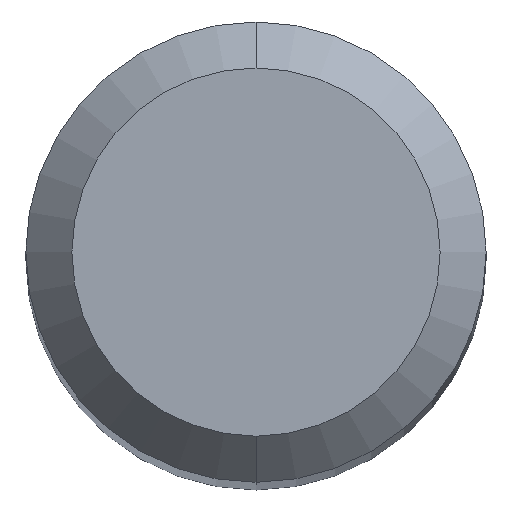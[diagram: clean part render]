
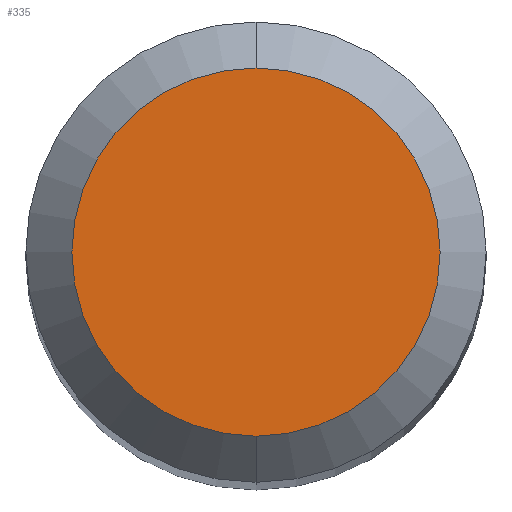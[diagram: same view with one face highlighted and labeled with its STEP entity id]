
A CAD part, top view. The second image highlights one B-rep face of the part: STEP entity #335.
In plain terms, the highlighted planar face has unit normal (0, 0, 1).
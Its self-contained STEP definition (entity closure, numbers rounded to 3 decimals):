
#177=VERTEX_POINT('',#484);
#181=VERTEX_POINT('',#489);
#265=EDGE_CURVE('',#181,#177,#581,.T.);
#335=ADVANCED_FACE('',(#659),#660,.T.);
#405=EDGE_CURVE('',#177,#181,#739,.T.);
#484=CARTESIAN_POINT('',(0.,-1.2,0.0));
#489=CARTESIAN_POINT('',(0.0,1.2,0.0));
#581=CIRCLE('',#970,1.2);
#659=FACE_OUTER_BOUND('',#1152,.T.);
#660=PLANE('',#1153);
#739=CIRCLE('',#1338,1.2);
#970=AXIS2_PLACEMENT_3D('',#1547,#1548,#1549);
#1152=EDGE_LOOP('',(#1654,#1655));
#1153=AXIS2_PLACEMENT_3D('',#1656,#1657,#1658);
#1338=AXIS2_PLACEMENT_3D('',#1763,#1764,#1765);
#1547=CARTESIAN_POINT('',(0.0,0.0,0.0));
#1548=DIRECTION('',(0.0,0.0,-1.0));
#1549=DIRECTION('',(0.0,1.0,0.0));
#1654=ORIENTED_EDGE('',*,*,#265,.F.);
#1655=ORIENTED_EDGE('',*,*,#405,.F.);
#1656=CARTESIAN_POINT('',(0.0,0.6,0.0));
#1657=DIRECTION('',(-0.0,0.0,1.0));
#1658=DIRECTION('',(0.0,-1.0,0.0));
#1763=CARTESIAN_POINT('',(0.0,0.0,0.0));
#1764=DIRECTION('',(0.0,0.0,-1.0));
#1765=DIRECTION('',(0.0,1.0,0.0));
